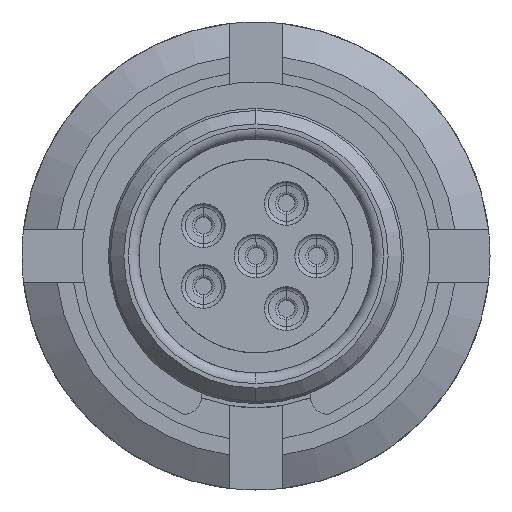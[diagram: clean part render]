
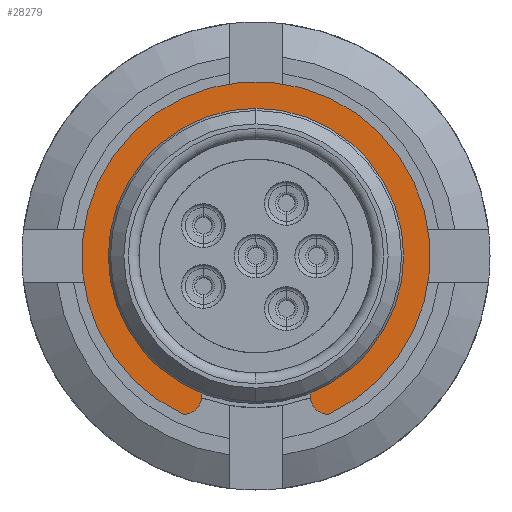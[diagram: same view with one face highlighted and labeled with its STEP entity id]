
A CAD part, left-side view. The second image highlights one B-rep face of the part: STEP entity #28279.
In plain terms, the highlighted planar face has unit normal (-1, 0, 0).
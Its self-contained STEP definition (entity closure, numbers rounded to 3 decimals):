
#401 = CARTESIAN_POINT ( 'NONE',  ( 10.412, -2.73, -5.27 ) ) ;
#3272 = EDGE_CURVE ( 'NONE', #4721, #10369, #16898, .T. ) ;
#3471 = PLANE ( 'NONE',  #10601 ) ;
#3769 = EDGE_CURVE ( 'NONE', #28677, #4721, #11119, .T. ) ;
#4291 = DIRECTION ( 'NONE',  ( 1., 0., 0. ) ) ;
#4721 = VERTEX_POINT ( 'NONE', #22136 ) ;
#5338 = ORIENTED_EDGE ( 'NONE', *, *, #24152, .F. ) ;
#5463 = CARTESIAN_POINT ( 'NONE',  ( 10.412, 0., 0. ) ) ;
#6681 = ORIENTED_EDGE ( 'NONE', *, *, #3769, .F. ) ;
#6775 = AXIS2_PLACEMENT_3D ( 'NONE', #5463, #24823, #9893 ) ;
#7376 = DIRECTION ( 'NONE',  ( 1., 0., 0. ) ) ;
#8501 = DIRECTION ( 'NONE',  ( 0., 0., -1. ) ) ;
#8752 = EDGE_LOOP ( 'NONE', ( #6681, #5338, #15686, #20621 ) ) ;
#9893 = DIRECTION ( 'NONE',  ( 0., 0., -1. ) ) ;
#10369 = VERTEX_POINT ( 'NONE', #18599 ) ;
#10601 = AXIS2_PLACEMENT_3D ( 'NONE', #30994, #4291, #11267 ) ;
#11119 = CIRCLE ( 'NONE', #6775, 6.553 ) ;
#11267 = DIRECTION ( 'NONE',  ( 0., 0., -1. ) ) ;
#11826 = AXIS2_PLACEMENT_3D ( 'NONE', #401, #7376, #14802 ) ;
#12031 = AXIS2_PLACEMENT_3D ( 'NONE', #16346, #18582, #25842 ) ;
#13358 = FACE_OUTER_BOUND ( 'NONE', #8752, .T. ) ;
#13401 = DIRECTION ( 'NONE',  ( 1., 0., 0. ) ) ;
#14802 = DIRECTION ( 'NONE',  ( 0., 0., -1. ) ) ;
#15518 = CARTESIAN_POINT ( 'NONE',  ( 10.412, 0., 0. ) ) ;
#15686 = ORIENTED_EDGE ( 'NONE', *, *, #28187, .T. ) ;
#15839 = CARTESIAN_POINT ( 'NONE',  ( 10.412, 2.731, -4.582 ) ) ;
#16346 = CARTESIAN_POINT ( 'NONE',  ( 10.412, 2.731, -5.269 ) ) ;
#16898 = CIRCLE ( 'NONE', #11826, 0.688 ) ;
#18582 = DIRECTION ( 'NONE',  ( 1., 0., 0. ) ) ;
#18599 = CARTESIAN_POINT ( 'NONE',  ( 10.412, -2.73, -4.582 ) ) ;
#20092 = CIRCLE ( 'NONE', #12031, 0.688 ) ;
#20621 = ORIENTED_EDGE ( 'NONE', *, *, #3272, .F. ) ;
#21775 = VERTEX_POINT ( 'NONE', #15839 ) ;
#22136 = CARTESIAN_POINT ( 'NONE',  ( 10.412, -2.73, -5.957 ) ) ;
#22373 = CARTESIAN_POINT ( 'NONE',  ( 10.412, 2.731, -5.957 ) ) ;
#24152 = EDGE_CURVE ( 'NONE', #21775, #28677, #20092, .T. ) ;
#24823 = DIRECTION ( 'NONE',  ( 1., 0., 0. ) ) ;
#25482 = CIRCLE ( 'NONE', #26798, 5.334 ) ;
#25842 = DIRECTION ( 'NONE',  ( 0., 0., -1. ) ) ;
#26798 = AXIS2_PLACEMENT_3D ( 'NONE', #15518, #13401, #8501 ) ;
#28187 = EDGE_CURVE ( 'NONE', #21775, #10369, #25482, .T. ) ;
#28279 = ADVANCED_FACE ( 'NONE', ( #13358 ), #3471, .F. ) ;
#28677 = VERTEX_POINT ( 'NONE', #22373 ) ;
#30994 = CARTESIAN_POINT ( 'NONE',  ( 10.412, 0., 0. ) ) ;
